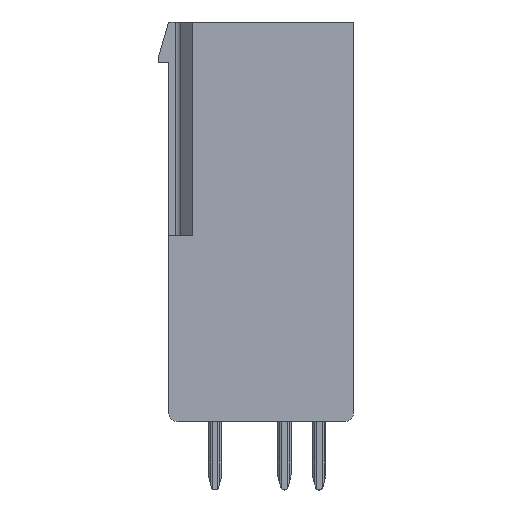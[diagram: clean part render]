
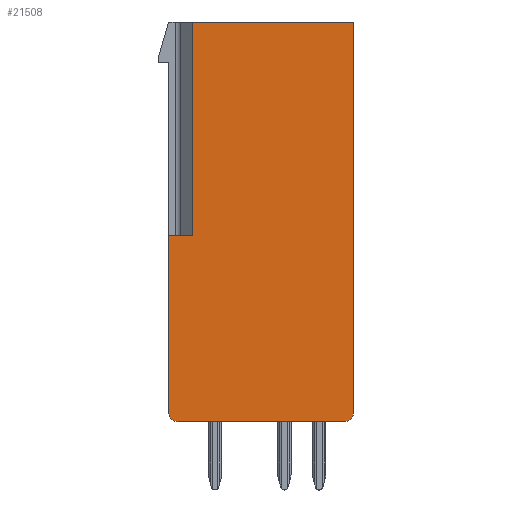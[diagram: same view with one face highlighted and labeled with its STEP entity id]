
A CAD part, left-side view. The second image highlights one B-rep face of the part: STEP entity #21508.
In plain terms, the highlighted face is planar.
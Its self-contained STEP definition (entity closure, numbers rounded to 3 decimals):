
#293=CIRCLE('',#22344,0.7);
#355=CIRCLE('',#22563,0.7);
#3984=ORIENTED_EDGE('',*,*,#7050,.T.);
#3985=ORIENTED_EDGE('',*,*,#7051,.T.);
#3986=ORIENTED_EDGE('',*,*,#6566,.F.);
#3987=ORIENTED_EDGE('',*,*,#7047,.F.);
#3988=ORIENTED_EDGE('',*,*,#7002,.F.);
#3989=ORIENTED_EDGE('',*,*,#7007,.F.);
#3990=ORIENTED_EDGE('',*,*,#7052,.T.);
#3991=ORIENTED_EDGE('',*,*,#7053,.T.);
#6566=EDGE_CURVE('',#8522,#8519,#293,.T.);
#7002=EDGE_CURVE('',#8813,#8815,#355,.T.);
#7007=EDGE_CURVE('',#8819,#8813,#10629,.T.);
#7047=EDGE_CURVE('',#8815,#8522,#10667,.T.);
#7050=EDGE_CURVE('',#8835,#8836,#10670,.T.);
#7051=EDGE_CURVE('',#8836,#8519,#10671,.T.);
#7052=EDGE_CURVE('',#8819,#8837,#10672,.T.);
#7053=EDGE_CURVE('',#8837,#8835,#10673,.T.);
#8519=VERTEX_POINT('',#29947);
#8522=VERTEX_POINT('',#29952);
#8813=VERTEX_POINT('',#30894);
#8815=VERTEX_POINT('',#30897);
#8819=VERTEX_POINT('',#30906);
#8835=VERTEX_POINT('',#30990);
#8836=VERTEX_POINT('',#30991);
#8837=VERTEX_POINT('',#30994);
#10629=LINE('',#30907,#12578);
#10667=LINE('',#30984,#12616);
#10670=LINE('',#30989,#12619);
#10671=LINE('',#30992,#12620);
#10672=LINE('',#30993,#12621);
#10673=LINE('',#30995,#12622);
#12578=VECTOR('',#25931,1000.);
#12616=VECTOR('',#26017,1000.);
#12619=VECTOR('',#26024,1000.);
#12620=VECTOR('',#26025,1000.);
#12621=VECTOR('',#26026,1000.);
#12622=VECTOR('',#26027,1000.);
#13726=EDGE_LOOP('',(#3984,#3985,#3986,#3987,#3988,#3989,#3990,#3991));
#14523=FACE_BOUND('',#13726,.T.);
#15186=PLANE('',#22591);
#21508=ADVANCED_FACE('',(#14523),#15186,.F.);
#22344=AXIS2_PLACEMENT_3D('',#29953,#25130,#25131);
#22563=AXIS2_PLACEMENT_3D('',#30896,#25922,#25923);
#22591=AXIS2_PLACEMENT_3D('',#30988,#26022,#26023);
#25130=DIRECTION('',(0.,0.,1.));
#25131=DIRECTION('',(1.,0.,0.));
#25922=DIRECTION('',(0.,0.,1.));
#25923=DIRECTION('',(1.,0.,0.));
#25931=DIRECTION('',(-1.,0.,0.));
#26017=DIRECTION('',(0.,-1.,0.));
#26022=DIRECTION('',(0.,0.,1.));
#26023=DIRECTION('',(1.,0.,0.));
#26024=DIRECTION('',(0.,-1.,0.));
#26025=DIRECTION('',(-1.,0.,0.));
#26026=DIRECTION('',(0.,-1.,0.));
#26027=DIRECTION('',(-1.,0.,0.));
#29947=CARTESIAN_POINT('',(52.3,27.4,42.24));
#29952=CARTESIAN_POINT('',(51.6,28.1,42.24));
#29953=CARTESIAN_POINT('',(52.3,28.1,42.24));
#30894=CARTESIAN_POINT('',(52.3,40.95,42.24));
#30896=CARTESIAN_POINT('',(52.3,40.25,42.24));
#30897=CARTESIAN_POINT('',(51.6,40.25,42.24));
#30906=CARTESIAN_POINT('',(80.85,40.95,42.24));
#30907=CARTESIAN_POINT('',(80.694,40.95,42.24));
#30984=CARTESIAN_POINT('',(51.6,27.39,42.24));
#30988=CARTESIAN_POINT('',(64.95,27.375,42.24));
#30989=CARTESIAN_POINT('',(65.2,27.39,42.24));
#30990=CARTESIAN_POINT('',(65.2,29.15,42.24));
#30991=CARTESIAN_POINT('',(65.2,27.4,42.24));
#30992=CARTESIAN_POINT('',(80.694,27.4,42.24));
#30993=CARTESIAN_POINT('',(80.85,27.39,42.24));
#30994=CARTESIAN_POINT('',(80.85,29.15,42.24));
#30995=CARTESIAN_POINT('',(80.694,29.15,42.24));
